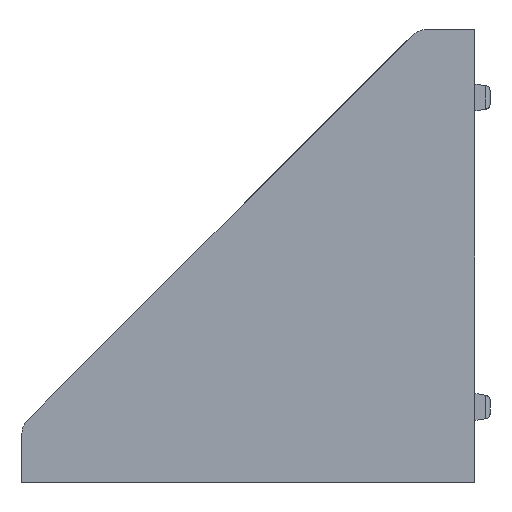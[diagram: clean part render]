
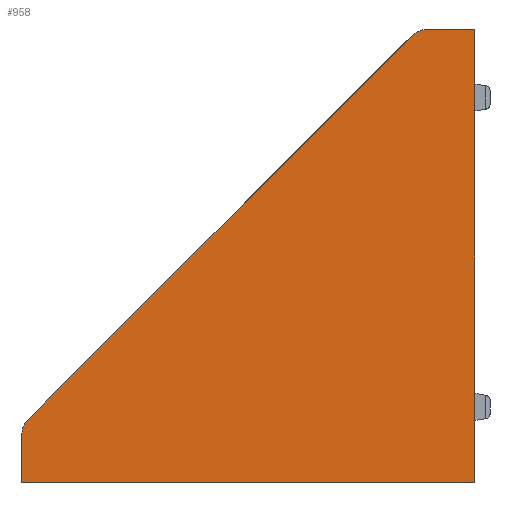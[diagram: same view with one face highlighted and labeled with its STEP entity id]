
A CAD part, left-side view. The second image highlights one B-rep face of the part: STEP entity #958.
In plain terms, the highlighted planar face has unit normal (-1, 0, 0).
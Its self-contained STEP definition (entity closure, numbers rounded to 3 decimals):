
#81=CIRCLE('',#1030,1.25);
#82=CIRCLE('',#1031,1.25);
#116=ORIENTED_EDGE('',*,*,#390,.T.);
#117=ORIENTED_EDGE('',*,*,#391,.F.);
#118=ORIENTED_EDGE('',*,*,#392,.F.);
#119=ORIENTED_EDGE('',*,*,#393,.F.);
#120=ORIENTED_EDGE('',*,*,#394,.F.);
#121=ORIENTED_EDGE('',*,*,#395,.F.);
#122=ORIENTED_EDGE('',*,*,#396,.F.);
#390=EDGE_CURVE('',#527,#528,#619,.T.);
#391=EDGE_CURVE('',#529,#528,#620,.T.);
#392=EDGE_CURVE('',#530,#529,#81,.T.);
#393=EDGE_CURVE('',#531,#530,#621,.T.);
#394=EDGE_CURVE('',#532,#531,#82,.T.);
#395=EDGE_CURVE('',#533,#532,#622,.T.);
#396=EDGE_CURVE('',#527,#533,#623,.T.);
#527=VERTEX_POINT('',#1472);
#528=VERTEX_POINT('',#1473);
#529=VERTEX_POINT('',#1475);
#530=VERTEX_POINT('',#1477);
#531=VERTEX_POINT('',#1479);
#532=VERTEX_POINT('',#1481);
#533=VERTEX_POINT('',#1483);
#619=LINE('',#1471,#710);
#620=LINE('',#1474,#711);
#621=LINE('',#1478,#712);
#622=LINE('',#1482,#713);
#623=LINE('',#1484,#714);
#710=VECTOR('',#1162,1000.);
#711=VECTOR('',#1163,1000.);
#712=VECTOR('',#1166,1000.);
#713=VECTOR('',#1169,1000.);
#714=VECTOR('',#1170,1000.);
#785=EDGE_LOOP('',(#116,#117,#118,#119,#120,#121,#122));
#856=FACE_BOUND('',#785,.T.);
#927=PLANE('',#1029);
#958=ADVANCED_FACE('',(#856),#927,.F.);
#1029=AXIS2_PLACEMENT_3D('',#1470,#1160,#1161);
#1030=AXIS2_PLACEMENT_3D('',#1476,#1164,#1165);
#1031=AXIS2_PLACEMENT_3D('',#1480,#1167,#1168);
#1160=DIRECTION('',(1.,0.,0.));
#1161=DIRECTION('',(0.,0.,-1.));
#1162=DIRECTION('',(0.,0.,1.));
#1163=DIRECTION('',(0.,-1.,0.));
#1164=DIRECTION('',(1.,0.,0.));
#1165=DIRECTION('',(0.,0.,-1.));
#1166=DIRECTION('',(0.,-0.707,0.707));
#1167=DIRECTION('',(1.,0.,0.));
#1168=DIRECTION('',(0.,0.,-1.));
#1169=DIRECTION('',(0.,0.,1.));
#1170=DIRECTION('',(0.,1.,0.));
#1470=CARTESIAN_POINT('',(-25.,3.25,28.75));
#1471=CARTESIAN_POINT('',(-25.,0.,0.));
#1472=CARTESIAN_POINT('',(-25.,0.,0.));
#1473=CARTESIAN_POINT('',(-25.,0.,30.));
#1474=CARTESIAN_POINT('',(-25.,3.25,30.));
#1475=CARTESIAN_POINT('',(-25.,3.25,30.));
#1476=CARTESIAN_POINT('',(-25.,3.25,28.75));
#1477=CARTESIAN_POINT('',(-25.,4.134,29.634));
#1478=CARTESIAN_POINT('',(-25.,29.634,4.134));
#1479=CARTESIAN_POINT('',(-25.,29.634,4.134));
#1480=CARTESIAN_POINT('',(-25.,28.75,3.25));
#1481=CARTESIAN_POINT('',(-25.,30.,3.25));
#1482=CARTESIAN_POINT('',(-25.,30.,0.));
#1483=CARTESIAN_POINT('',(-25.,30.,0.));
#1484=CARTESIAN_POINT('',(-25.,-1.,0.));
